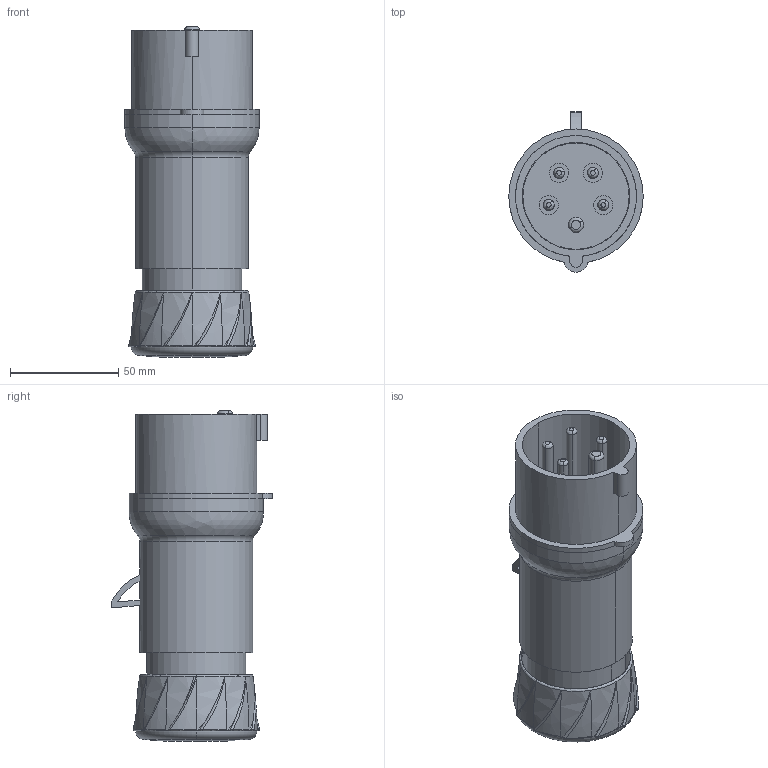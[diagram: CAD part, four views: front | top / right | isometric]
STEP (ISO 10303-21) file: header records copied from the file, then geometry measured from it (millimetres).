
FILE_DESCRIPTION((''),'2;1');
FILE_NAME('PKE16M435__ASM','2022-09-29T10:30:40',('danae.LAVAUD'),(''),'CREO PARAMETRIC BY PTC INC, 2018260','CREO PARAMETRIC BY PTC INC, 2018260','');
FILE_SCHEMA(('CONFIG_CONTROL_DESIGN'));
Products named in the file (13): PRT_002_; _PRT_003_; _PRT_004_; _PRT_005_; _PRT_006_; _PRT_001_ASM_1_ASM_1_ASM; _PRT_007_; _PRT_008_; _PRT_009_; _PRT_010_; _PRT_011_; _PRT_012_; PKE16M435__ASM
Assembly tree (12 placements, depth 3):
  PKE16M435__ASM
    _PRT_001_ASM_1_ASM_1_ASM
      PRT_002_
      _PRT_003_
      _PRT_004_
      _PRT_005_
      _PRT_006_
    _PRT_007_
    _PRT_008_
    _PRT_009_
    _PRT_010_
    _PRT_011_
    _PRT_012_
Bounding box: 62 x 74.05 x 152.34 mm (x, y, z)
Volume: 145508.7 mm3; surface area: 82801.2 mm2
Topology: 10 solids, 10 shells, 287 faces, 818 edges, 576 vertices
Faces by surface type: cylinder 124, plane 79, bspline 36, torus 36, cone 12
Entity records: 13183 total; most frequent: CARTESIAN_POINT 5328, DIRECTION 1648, ORIENTED_EDGE 1636, EDGE_CURVE 818, AXIS2_PLACEMENT_3D 714, VERTEX_POINT 576, CIRCLE 433, EDGE_LOOP 322
